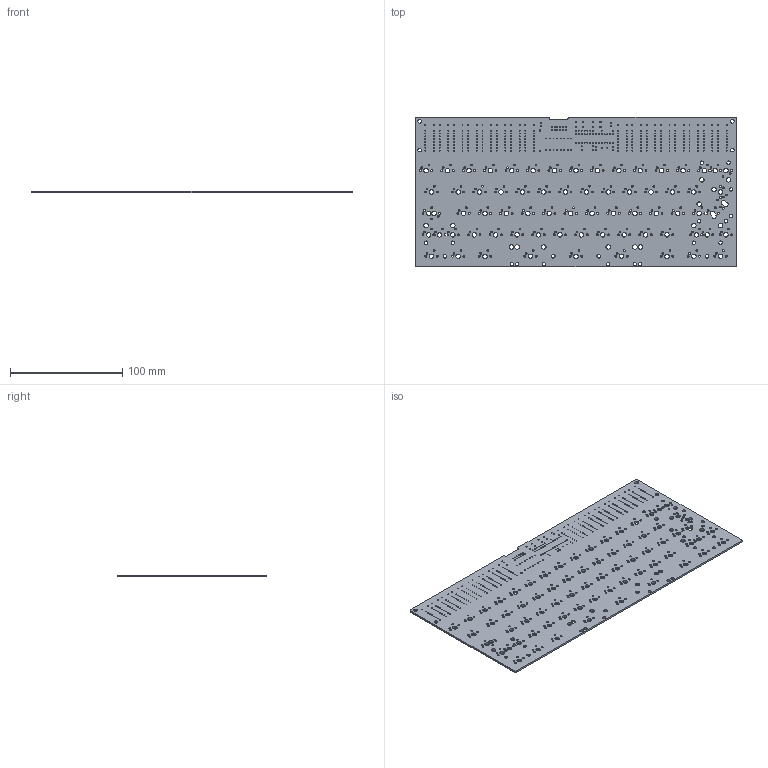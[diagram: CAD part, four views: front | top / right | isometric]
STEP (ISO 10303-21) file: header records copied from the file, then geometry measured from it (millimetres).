
FILE_DESCRIPTION(('KiCad electronic assembly'),'2;1');
FILE_NAME('segment_60_PCB.step','2022-01-25T14:43:17',('Pcbnew'),( 'Kicad'),'Open CASCADE STEP processor 7.5','KiCad to STEP converter' ,'Unknown');
FILE_SCHEMA(('AUTOMOTIVE_DESIGN { 1 0 10303 214 1 1 1 1 }'));
Length unit declared in the file: millimetre
Products named in the file (2): segment_60_PCB 1; segment_60_PCB PCB
Assembly tree (1 placements, depth 2):
  segment_60_PCB 1
    segment_60_PCB PCB
Bounding box: 285.75 x 133.35 x 1.6 mm (x, y, z)
Volume: 57659.7 mm3; surface area: 79298.1 mm2
Topology: 1 solids, 1 shells, 806 faces, 2412 edges, 1608 vertices
Faces by surface type: cylinder 780, plane 26
Full cylindrical faces by diameter (mm): 0.8 x351, 0.9 x4, 1 x12, 1.1 x8, 1.2 x2, 1.5 x142, 1.7 x128, 3.05 x16, 3.2 x8, 4 x83
Entity records: 62567 total; most frequent: DIRECTION 10412, CARTESIAN_POINT 9652, ORIENTED_EDGE 4824, PCURVE 4824, DEFINITIONAL_REPRESENTATION 4824, LINE 4116, VECTOR 4116, CIRCLE 3120
